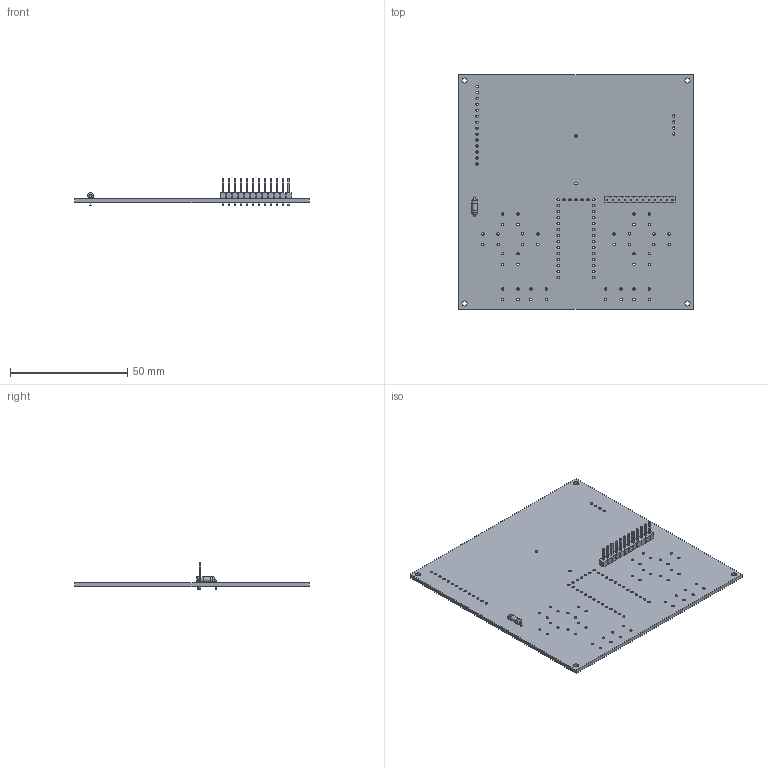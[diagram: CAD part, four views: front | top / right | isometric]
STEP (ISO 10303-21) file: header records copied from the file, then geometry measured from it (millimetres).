
FILE_DESCRIPTION(('KiCad electronic assembly'),'2;1');
FILE_NAME('handheld game console.step','2024-09-16T16:26:37',('Pcbnew'), ('Kicad'),'Open CASCADE STEP processor 7.8','KiCad to STEP converter', 'Unknown');
FILE_SCHEMA(('AUTOMOTIVE_DESIGN { 1 0 10303 214 1 1 1 1 }'));
Length unit declared in the file: millimetre
Products named in the file (6): handheld game console 1; R_Axial_DIN0207_L6.3mm_D2.5mm_P7.62mm_Horizontal; R_Axial_DIN0207_L63mm_D25mm_P762mm_Horizontal; PinHeader_1x12_P2.54mm_Vertical; PinHeader_1x12_P254mm_Vertical; handheld game console_PCB
Assembly tree (5 placements, depth 3):
  handheld game console 1
    R_Axial_DIN0207_L6.3mm_D2.5mm_P7.62mm_Horizontal
      R_Axial_DIN0207_L63mm_D25mm_P762mm_Horizontal
    PinHeader_1x12_P2.54mm_Vertical
      PinHeader_1x12_P254mm_Vertical
    handheld game console_PCB
Bounding box: 100 x 100 x 11.54 mm (x, y, z)
Volume: 16988.3 mm3; surface area: 21791.8 mm2
Topology: 3 solids, 3 shells, 432 faces, 1094 edges, 696 vertices
Faces by surface type: plane 304, cylinder 124, torus 4
Full cylindrical faces by diameter (mm): 0.6 x2, 0.8 x2, 1 x113, 2.2 x4, 2.25 x1, 2.5 x2
Entity records: 15896 total; most frequent: CARTESIAN_POINT 2560, DIRECTION 2222, ORIENTED_EDGE 2188, EDGE_CURVE 1094, LINE 838, VECTOR 838, FACE_BOUND 698, EDGE_LOOP 698
